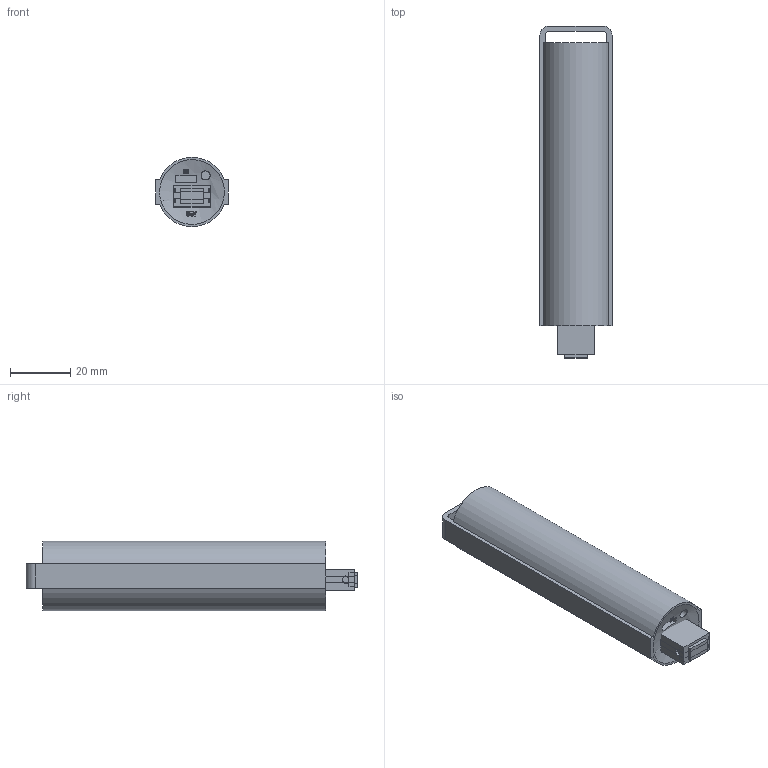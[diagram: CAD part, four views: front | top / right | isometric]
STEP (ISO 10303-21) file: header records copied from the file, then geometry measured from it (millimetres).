
FILE_DESCRIPTION(('FreeCAD Model'),'2;1');
FILE_NAME('VARTA_Powerpack_Type_57959__withUSBPlug.step','2019-09-11T14:50:18',('Author') ,(''),'Open CASCADE STEP processor 7.3','FreeCAD','Unknown');
FILE_SCHEMA(('AUTOMOTIVE_DESIGN { 1 0 10303 214 1 1 1 1 }'));
Length unit declared in the file: millimetre
Products named in the file (5): VARTA_Powerpack_Type_57959_Parts; VARTA_Powerpack_Type_57959; Label_IN; Label_OUT; lumberg_2410_08
Assembly tree (6 placements, depth 2):
  VARTA_Powerpack_Type_57959_Parts
    VARTA_Powerpack_Type_57959  x2
    Label_IN
    Label_OUT
    lumberg_2410_08  x2
Bounding box: 24 x 110.25 x 23 mm (x, y, z)
Surface area: 19779 mm2
Topology: 4 solids, 9 shells, 123 faces, 375 edges, 269 vertices
Faces by surface type: plane 103, cylinder 18, sphere 2
Full cylindrical faces by diameter (mm): 3 x2
Entity records: 2586 total; most frequent: CARTESIAN_POINT 616, ORIENTED_EDGE 373, DIRECTION 357, EDGE_CURVE 217, VERTEX_POINT 165, LINE 155, VECTOR 155, AXIS2_PLACEMENT_3D 101
